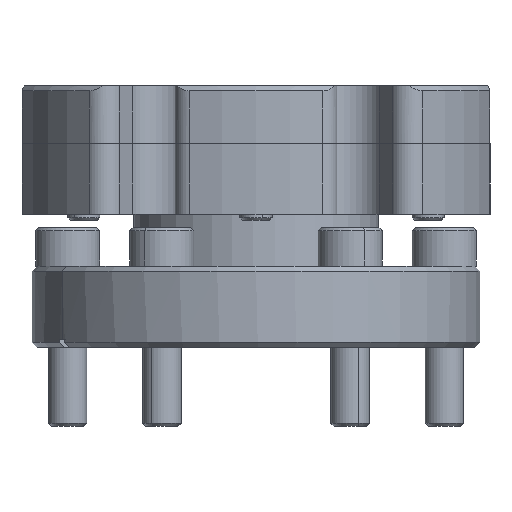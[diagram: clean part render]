
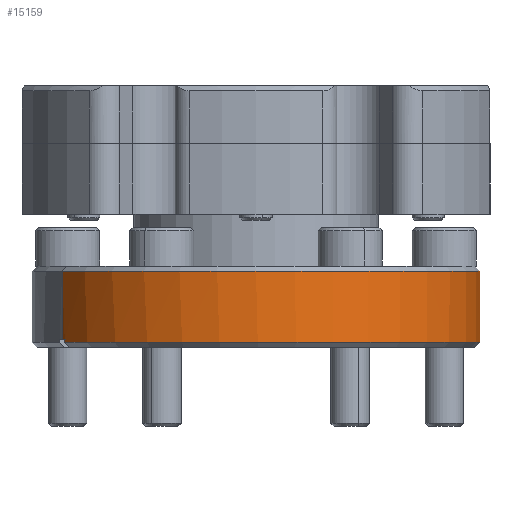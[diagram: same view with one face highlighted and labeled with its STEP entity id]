
A CAD part, front view. The second image highlights one B-rep face of the part: STEP entity #15159.
In plain terms, the highlighted cylindrical face has radius 34.925 mm (diameter 69.85 mm), a partial arc.
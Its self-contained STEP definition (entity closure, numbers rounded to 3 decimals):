
#8 = CARTESIAN_POINT ( 'NONE',  ( 30.246, 17.463, -31.512 ) ) ;
#47 = DIRECTION ( 'NONE',  ( 0., 0., -1. ) ) ;
#480 = DIRECTION ( 'NONE',  ( 0., 0., -1. ) ) ;
#560 = EDGE_CURVE ( 'NONE', #6879, #6239, #623, .T. ) ;
#623 = CIRCLE ( 'NONE', #3872, 34.925 ) ;
#663 = EDGE_CURVE ( 'NONE', #2111, #6239, #1707, .T. ) ;
#797 = EDGE_LOOP ( 'NONE', ( #17302, #10101, #8421, #7781, #16148, #1533, #7309, #13198 ) ) ;
#1271 = VECTOR ( 'NONE', #47, 1000. ) ;
#1533 = ORIENTED_EDGE ( 'NONE', *, *, #11321, .T. ) ;
#1588 = CARTESIAN_POINT ( 'NONE',  ( 30.246, 17.463, -20.876 ) ) ;
#1707 = LINE ( 'NONE', #11440, #8616 ) ;
#2111 = VERTEX_POINT ( 'NONE', #7242 ) ;
#2333 = EDGE_CURVE ( 'NONE', #16657, #8750, #3085, .T. ) ;
#2596 = EDGE_CURVE ( 'NONE', #2111, #5409, #2820, .T. ) ;
#2707 = EDGE_CURVE ( 'NONE', #12315, #5409, #12261, .T. ) ;
#2820 = CIRCLE ( 'NONE', #5539, 34.925 ) ;
#3048 = CARTESIAN_POINT ( 'NONE',  ( -29.841, -18.145, -31.988 ) ) ;
#3085 = CIRCLE ( 'NONE', #9316, 34.925 ) ;
#3521 = LINE ( 'NONE', #4684, #14063 ) ;
#3609 = DIRECTION ( 'NONE',  ( 0., 0., -1. ) ) ;
#3872 = AXIS2_PLACEMENT_3D ( 'NONE', #14980, #6737, #16360 ) ;
#3954 = CARTESIAN_POINT ( 'NONE',  ( 30.246, 17.463, -32.782 ) ) ;
#4181 = CARTESIAN_POINT ( 'NONE',  ( 0., 0., -31.512 ) ) ;
#4356 = LINE ( 'NONE', #3954, #13387 ) ;
#4499 = CYLINDRICAL_SURFACE ( 'NONE', #5611, 34.925 ) ;
#4684 = CARTESIAN_POINT ( 'NONE',  ( 30.635, 16.771, -32.782 ) ) ;
#4690 = EDGE_CURVE ( 'NONE', #12491, #12315, #14856, .T. ) ;
#5366 = DIRECTION ( 'NONE',  ( 0., 0., -1. ) ) ;
#5409 = VERTEX_POINT ( 'NONE', #17785 ) ;
#5539 = AXIS2_PLACEMENT_3D ( 'NONE', #15047, #6816, #16434 ) ;
#5588 = DIRECTION ( 'NONE',  ( 0.866, 0.5, 0. ) ) ;
#5611 = AXIS2_PLACEMENT_3D ( 'NONE', #14559, #3609, #13254 ) ;
#5656 = CARTESIAN_POINT ( 'NONE',  ( 30.635, 16.771, -31.988 ) ) ;
#6239 = VERTEX_POINT ( 'NONE', #3048 ) ;
#6707 = DIRECTION ( 'NONE',  ( 0., 0., -1. ) ) ;
#6737 = DIRECTION ( 'NONE',  ( 0., 0., -1. ) ) ;
#6816 = DIRECTION ( 'NONE',  ( 0., 0., -1. ) ) ;
#6879 = VERTEX_POINT ( 'NONE', #5656 ) ;
#7242 = CARTESIAN_POINT ( 'NONE',  ( -29.841, -18.145, -31.512 ) ) ;
#7309 = ORIENTED_EDGE ( 'NONE', *, *, #2333, .F. ) ;
#7781 = ORIENTED_EDGE ( 'NONE', *, *, #663, .T. ) ;
#8421 = ORIENTED_EDGE ( 'NONE', *, *, #2596, .F. ) ;
#8616 = VECTOR ( 'NONE', #480, 1000. ) ;
#8750 = VERTEX_POINT ( 'NONE', #14314 ) ;
#9316 = AXIS2_PLACEMENT_3D ( 'NONE', #4181, #13803, #5588 ) ;
#10101 = ORIENTED_EDGE ( 'NONE', *, *, #2707, .T. ) ;
#10524 = AXIS2_PLACEMENT_3D ( 'NONE', #14950, #6707, #16337 ) ;
#11321 = EDGE_CURVE ( 'NONE', #6879, #8750, #3521, .T. ) ;
#11440 = CARTESIAN_POINT ( 'NONE',  ( -29.841, -18.145, -32.782 ) ) ;
#11518 = DIRECTION ( 'NONE',  ( 0., 0., 1. ) ) ;
#12261 = LINE ( 'NONE', #12620, #1271 ) ;
#12315 = VERTEX_POINT ( 'NONE', #17562 ) ;
#12491 = VERTEX_POINT ( 'NONE', #1588 ) ;
#12620 = CARTESIAN_POINT ( 'NONE',  ( -30.246, -17.463, -32.782 ) ) ;
#13198 = ORIENTED_EDGE ( 'NONE', *, *, #17230, .F. ) ;
#13254 = DIRECTION ( 'NONE',  ( 0.866, 0.5, 0. ) ) ;
#13387 = VECTOR ( 'NONE', #5366, 1000. ) ;
#13803 = DIRECTION ( 'NONE',  ( 0., 0., -1. ) ) ;
#14063 = VECTOR ( 'NONE', #11518, 1000. ) ;
#14314 = CARTESIAN_POINT ( 'NONE',  ( 30.635, 16.771, -31.512 ) ) ;
#14559 = CARTESIAN_POINT ( 'NONE',  ( 0., 0., -32.782 ) ) ;
#14856 = CIRCLE ( 'NONE', #10524, 34.925 ) ;
#14950 = CARTESIAN_POINT ( 'NONE',  ( 0., 0., -20.876 ) ) ;
#14980 = CARTESIAN_POINT ( 'NONE',  ( 0., 0., -31.988 ) ) ;
#15047 = CARTESIAN_POINT ( 'NONE',  ( 0., 0., -31.512 ) ) ;
#15159 = ADVANCED_FACE ( 'NONE', ( #16789 ), #4499, .T. ) ;
#16148 = ORIENTED_EDGE ( 'NONE', *, *, #560, .F. ) ;
#16337 = DIRECTION ( 'NONE',  ( 0.866, 0.5, 0. ) ) ;
#16360 = DIRECTION ( 'NONE',  ( 0.866, 0.5, 0. ) ) ;
#16434 = DIRECTION ( 'NONE',  ( 0.866, 0.5, 0. ) ) ;
#16657 = VERTEX_POINT ( 'NONE', #8 ) ;
#16789 = FACE_OUTER_BOUND ( 'NONE', #797, .T. ) ;
#17230 = EDGE_CURVE ( 'NONE', #12491, #16657, #4356, .T. ) ;
#17302 = ORIENTED_EDGE ( 'NONE', *, *, #4690, .T. ) ;
#17562 = CARTESIAN_POINT ( 'NONE',  ( -30.246, -17.463, -20.876 ) ) ;
#17785 = CARTESIAN_POINT ( 'NONE',  ( -30.246, -17.463, -31.512 ) ) ;
